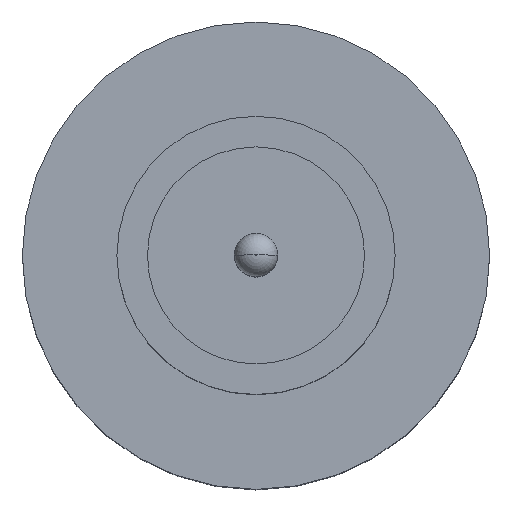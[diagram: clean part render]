
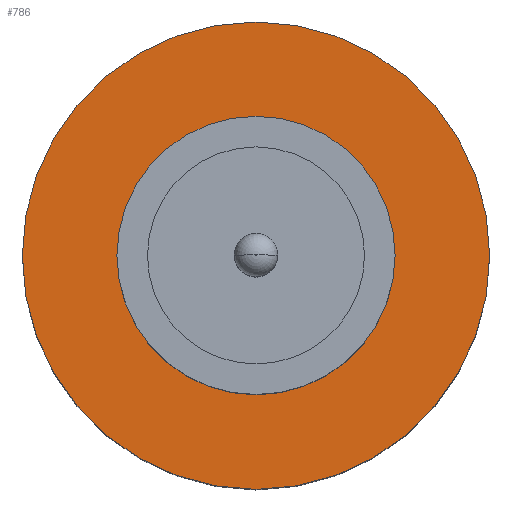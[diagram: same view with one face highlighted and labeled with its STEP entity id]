
A CAD part, top view. The second image highlights one B-rep face of the part: STEP entity #786.
In plain terms, the highlighted planar face has unit normal (0, 0, 1).
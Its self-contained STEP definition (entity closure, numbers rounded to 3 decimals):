
#23 = EDGE_LOOP ( 'NONE', ( #925, #296 ) ) ;
#66 = VERTEX_POINT ( 'NONE', #302 ) ;
#74 = EDGE_CURVE ( 'NONE', #816, #720, #607, .T. ) ;
#115 = CARTESIAN_POINT ( 'NONE',  ( 0., 0., 1.55 ) ) ;
#122 = EDGE_CURVE ( 'NONE', #720, #816, #726, .T. ) ;
#124 = AXIS2_PLACEMENT_3D ( 'NONE', #222, #598, #857 ) ;
#166 = DIRECTION ( 'NONE',  ( 0., 0., 1. ) ) ;
#222 = CARTESIAN_POINT ( 'NONE',  ( 0., 0., 1.55 ) ) ;
#249 = EDGE_CURVE ( 'NONE', #66, #557, #684, .T. ) ;
#269 = CARTESIAN_POINT ( 'NONE',  ( -1.25, 0., 1.55 ) ) ;
#285 = PLANE ( 'NONE',  #398 ) ;
#296 = ORIENTED_EDGE ( 'NONE', *, *, #444, .T. ) ;
#302 = CARTESIAN_POINT ( 'NONE',  ( -2.1, 0., 1.55 ) ) ;
#364 = DIRECTION ( 'NONE',  ( 1., 0., 0. ) ) ;
#366 = FACE_OUTER_BOUND ( 'NONE', #23, .T. ) ;
#381 = ORIENTED_EDGE ( 'NONE', *, *, #122, .F. ) ;
#383 = DIRECTION ( 'NONE',  ( 0., 0., 1. ) ) ;
#393 = DIRECTION ( 'NONE',  ( 0., 0., 1. ) ) ;
#398 = AXIS2_PLACEMENT_3D ( 'NONE', #440, #845, #364 ) ;
#421 = AXIS2_PLACEMENT_3D ( 'NONE', #603, #166, #530 ) ;
#440 = CARTESIAN_POINT ( 'NONE',  ( 0., 0., 1.55 ) ) ;
#441 = ORIENTED_EDGE ( 'NONE', *, *, #74, .F. ) ;
#444 = EDGE_CURVE ( 'NONE', #557, #66, #682, .T. ) ;
#499 = CARTESIAN_POINT ( 'NONE',  ( 0., 0., 1.55 ) ) ;
#530 = DIRECTION ( 'NONE',  ( 1., 0., 0. ) ) ;
#549 = FACE_BOUND ( 'NONE', #821, .T. ) ;
#557 = VERTEX_POINT ( 'NONE', #883 ) ;
#598 = DIRECTION ( 'NONE',  ( 0., 0., 1. ) ) ;
#603 = CARTESIAN_POINT ( 'NONE',  ( 0., 0., 1.55 ) ) ;
#607 = CIRCLE ( 'NONE', #421, 1.25 ) ;
#682 = CIRCLE ( 'NONE', #124, 2.1 ) ;
#684 = CIRCLE ( 'NONE', #971, 2.1 ) ;
#720 = VERTEX_POINT ( 'NONE', #834 ) ;
#726 = CIRCLE ( 'NONE', #754, 1.25 ) ;
#754 = AXIS2_PLACEMENT_3D ( 'NONE', #115, #393, #815 ) ;
#786 = ADVANCED_FACE ( 'NONE', ( #549, #366 ), #285, .T. ) ;
#815 = DIRECTION ( 'NONE',  ( 1., 0., 0. ) ) ;
#816 = VERTEX_POINT ( 'NONE', #269 ) ;
#821 = EDGE_LOOP ( 'NONE', ( #381, #441 ) ) ;
#834 = CARTESIAN_POINT ( 'NONE',  ( 1.25, 0., 1.55 ) ) ;
#845 = DIRECTION ( 'NONE',  ( 0., 0., 1. ) ) ;
#857 = DIRECTION ( 'NONE',  ( 1., 0., 0. ) ) ;
#883 = CARTESIAN_POINT ( 'NONE',  ( 2.1, 0., 1.55 ) ) ;
#925 = ORIENTED_EDGE ( 'NONE', *, *, #249, .T. ) ;
#927 = DIRECTION ( 'NONE',  ( 1., 0., 0. ) ) ;
#971 = AXIS2_PLACEMENT_3D ( 'NONE', #499, #383, #927 ) ;
